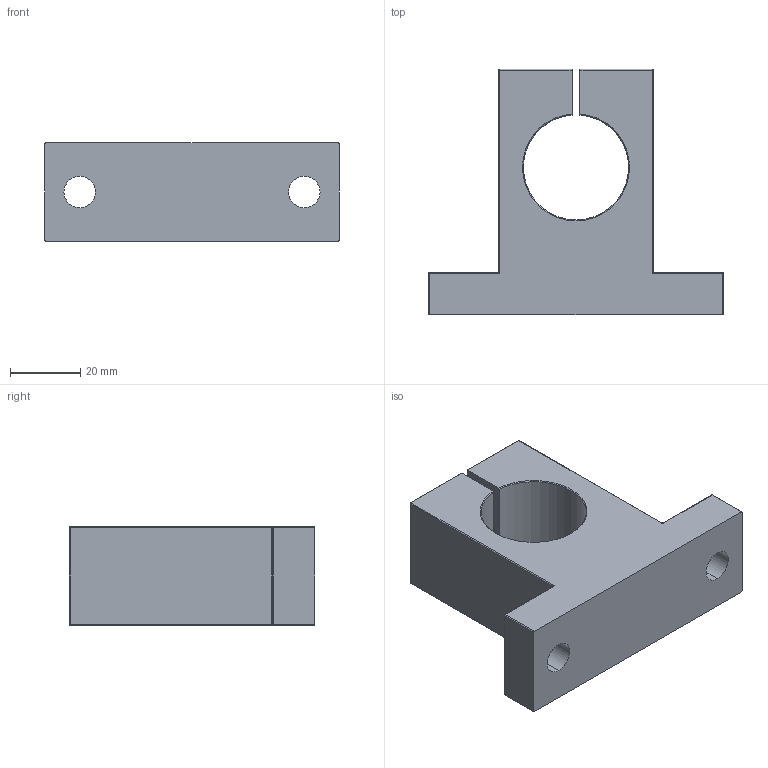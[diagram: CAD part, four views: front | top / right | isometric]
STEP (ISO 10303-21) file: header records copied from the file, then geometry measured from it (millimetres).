
FILE_DESCRIPTION (( 'STEP AP214' ), '1' );
FILE_NAME ('SK30-A-Rollco.step', '2024-02-16T11:45:53', ( '' ), ( '' ), 'SwSTEP 2.0', 'SolidWorks 2010', '' );
FILE_SCHEMA (( 'AUTOMOTIVE_DESIGN' ));
Length unit declared in the file: millimetre
Products named in the file (1): SK30-A-Rollco
Bounding box: 84 x 70 x 28 mm (x, y, z)
Volume: 75528.9 mm3; surface area: 18602.1 mm2
Topology: 1 solids, 1 shells, 65 faces, 158 edges, 88 vertices
Faces by surface type: cylinder 33, plane 14, sphere 8, cone 6, torus 4
Entity records: 1894 total; most frequent: DIRECTION 354, CARTESIAN_POINT 328, ORIENTED_EDGE 300, EDGE_CURVE 150, AXIS2_PLACEMENT_3D 142, VERTEX_POINT 88, CIRCLE 76, EDGE_LOOP 72
